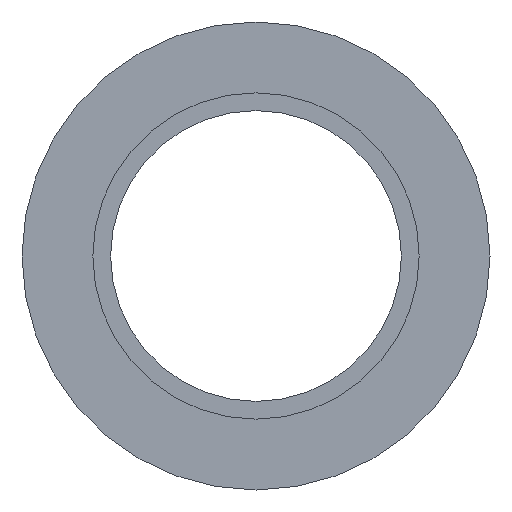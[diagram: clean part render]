
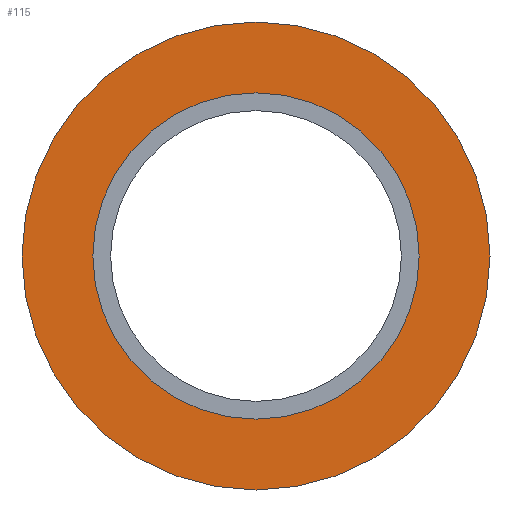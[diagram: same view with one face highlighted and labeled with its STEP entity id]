
A CAD part, front view. The second image highlights one B-rep face of the part: STEP entity #115.
In plain terms, the highlighted planar face has unit normal (0, -1, 0).
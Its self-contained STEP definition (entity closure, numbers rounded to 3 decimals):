
#3 = ORIENTED_EDGE ( 'NONE', *, *, #436, .T. ) ;
#10 = CIRCLE ( 'NONE', #252, 37.5 ) ;
#11 = VERTEX_POINT ( 'NONE', #275 ) ;
#17 = EDGE_CURVE ( 'NONE', #271, #121, #257, .T. ) ;
#25 = CARTESIAN_POINT ( 'NONE',  ( 0., 0., 0. ) ) ;
#47 = EDGE_CURVE ( 'NONE', #121, #271, #307, .T. ) ;
#53 = FACE_OUTER_BOUND ( 'NONE', #280, .T. ) ;
#57 = VERTEX_POINT ( 'NONE', #204 ) ;
#59 = CARTESIAN_POINT ( 'NONE',  ( 0., 0., 26.15 ) ) ;
#63 = DIRECTION ( 'NONE',  ( 0., 0., -1. ) ) ;
#94 = ORIENTED_EDGE ( 'NONE', *, *, #47, .F. ) ;
#95 = AXIS2_PLACEMENT_3D ( 'NONE', #133, #465, #319 ) ;
#115 = ADVANCED_FACE ( 'NONE', ( #293, #53 ), #205, .F. ) ;
#116 = AXIS2_PLACEMENT_3D ( 'NONE', #258, #292, #403 ) ;
#121 = VERTEX_POINT ( 'NONE', #59 ) ;
#124 = DIRECTION ( 'NONE',  ( 0., -1., 0. ) ) ;
#133 = CARTESIAN_POINT ( 'NONE',  ( -26.15, 0., 0. ) ) ;
#159 = EDGE_LOOP ( 'NONE', ( #435, #94 ) ) ;
#204 = CARTESIAN_POINT ( 'NONE',  ( 0., 0., 37.5 ) ) ;
#205 = PLANE ( 'NONE',  #95 ) ;
#207 = DIRECTION ( 'NONE',  ( 0., 0., -1. ) ) ;
#237 = CIRCLE ( 'NONE', #116, 37.5 ) ;
#252 = AXIS2_PLACEMENT_3D ( 'NONE', #25, #278, #63 ) ;
#257 = CIRCLE ( 'NONE', #412, 26.15 ) ;
#258 = CARTESIAN_POINT ( 'NONE',  ( 0., 0., 0. ) ) ;
#265 = EDGE_CURVE ( 'NONE', #57, #11, #10, .T. ) ;
#271 = VERTEX_POINT ( 'NONE', #284 ) ;
#273 = CARTESIAN_POINT ( 'NONE',  ( 0., 0., 0. ) ) ;
#275 = CARTESIAN_POINT ( 'NONE',  ( 0., 0., -37.5 ) ) ;
#278 = DIRECTION ( 'NONE',  ( 0., -1., 0. ) ) ;
#280 = EDGE_LOOP ( 'NONE', ( #3, #459 ) ) ;
#284 = CARTESIAN_POINT ( 'NONE',  ( 0., 0., -26.15 ) ) ;
#292 = DIRECTION ( 'NONE',  ( 0., -1., 0. ) ) ;
#293 = FACE_BOUND ( 'NONE', #159, .T. ) ;
#307 = CIRCLE ( 'NONE', #430, 26.15 ) ;
#319 = DIRECTION ( 'NONE',  ( 0., 0., 1. ) ) ;
#385 = CARTESIAN_POINT ( 'NONE',  ( 0., 0., 0. ) ) ;
#388 = DIRECTION ( 'NONE',  ( 0., 0., -1. ) ) ;
#403 = DIRECTION ( 'NONE',  ( 0., 0., -1. ) ) ;
#412 = AXIS2_PLACEMENT_3D ( 'NONE', #273, #426, #207 ) ;
#426 = DIRECTION ( 'NONE',  ( 0., -1., 0. ) ) ;
#430 = AXIS2_PLACEMENT_3D ( 'NONE', #385, #124, #388 ) ;
#435 = ORIENTED_EDGE ( 'NONE', *, *, #17, .F. ) ;
#436 = EDGE_CURVE ( 'NONE', #11, #57, #237, .T. ) ;
#459 = ORIENTED_EDGE ( 'NONE', *, *, #265, .T. ) ;
#465 = DIRECTION ( 'NONE',  ( 0., 1., 0. ) ) ;
